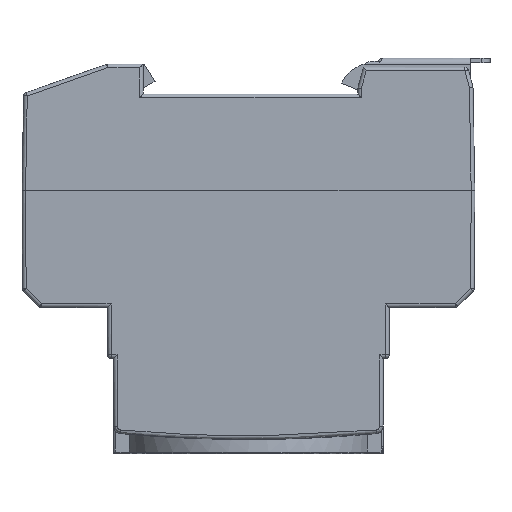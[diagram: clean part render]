
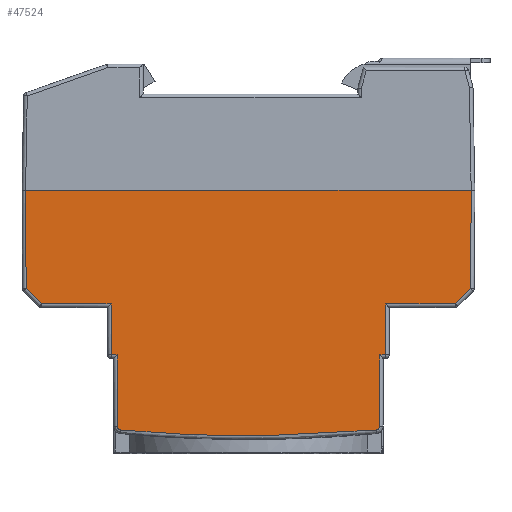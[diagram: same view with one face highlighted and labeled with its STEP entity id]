
A CAD part, front view. The second image highlights one B-rep face of the part: STEP entity #47524.
In plain terms, the highlighted face is planar.
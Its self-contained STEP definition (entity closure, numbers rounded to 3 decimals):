
#34744=CARTESIAN_POINT('',(37.15,22.25,-44.));
#34754=CARTESIAN_POINT('',(-37.15,22.25,-44.));
#35885=DIRECTION('',(-0.005,0.005,-1.));
#35886=VECTOR('',#35885,16.441);
#35887=CARTESIAN_POINT('',(-37.064,22.164,
-27.559));
#35888=LINE('',#35887,#35886);
#35889=DIRECTION('',(1.,0.,0.));
#35890=VECTOR('',#35889,74.3);
#35891=CARTESIAN_POINT('',(-37.15,22.25,-44.));
#35892=LINE('',#35891,#35890);
#35893=DIRECTION('',(-0.005,-0.005,1.));
#35894=VECTOR('',#35893,16.441);
#35895=CARTESIAN_POINT('',(37.15,22.25,-44.));
#35896=LINE('',#35895,#35894);
#35897=DIRECTION('',(-0.707,-0.004,0.707));
#35898=VECTOR('',#35897,3.624);
#35899=CARTESIAN_POINT('',(37.064,22.164,
-27.559));
#35900=LINE('',#35899,#35898);
#35901=DIRECTION('',(-1.,0.,0.));
#35902=VECTOR('',#35901,11.598);
#35903=CARTESIAN_POINT('',(34.501,22.15,
-24.997));
#35904=LINE('',#35903,#35902);
#35905=DIRECTION('',(-0.005,-0.005,1.));
#35906=VECTOR('',#35905,8.5);
#35907=CARTESIAN_POINT('',(22.903,22.15,
-24.997));
#35908=LINE('',#35907,#35906);
#35909=DIRECTION('',(-1.,0.,0.));
#35910=VECTOR('',#35909,0.955);
#35911=CARTESIAN_POINT('',(22.859,22.106,
-16.497));
#35912=LINE('',#35911,#35910);
#35913=DIRECTION('',(-0.005,-0.005,1.));
#35914=VECTOR('',#35913,11.918);
#35915=CARTESIAN_POINT('',(21.903,22.106,
-16.497));
#35916=LINE('',#35915,#35914);
#35917=CARTESIAN_POINT('',(21.841,22.044,
-4.579));
#35918=CARTESIAN_POINT('',(21.84,22.043,
-4.519));
#35919=CARTESIAN_POINT('',(21.823,22.043,
-4.404));
#35920=CARTESIAN_POINT('',(21.745,22.042,
-4.241));
#35921=CARTESIAN_POINT('',(21.625,22.041,
-4.109));
#35922=CARTESIAN_POINT('',(21.469,22.041,
-4.018));
#35923=CARTESIAN_POINT('',(21.356,22.041,
-3.99));
#35924=CARTESIAN_POINT('',(21.296,22.04,
-3.985));
#35926=CARTESIAN_POINT('',(21.296,22.04,
-3.985));
#35927=CARTESIAN_POINT('',(16.571,22.038,
-3.545));
#35928=CARTESIAN_POINT('',(7.116,22.035,
-2.96));
#35929=CARTESIAN_POINT('',(-7.116,22.035,
-2.96));
#35930=CARTESIAN_POINT('',(-16.571,22.038,
-3.545));
#35931=CARTESIAN_POINT('',(-21.296,22.04,
-3.985));
#35933=CARTESIAN_POINT('',(-21.296,22.04,
-3.985));
#35934=CARTESIAN_POINT('',(-21.356,22.041,
-3.99));
#35935=CARTESIAN_POINT('',(-21.469,22.041,
-4.018));
#35936=CARTESIAN_POINT('',(-21.624,22.041,
-4.109));
#35937=CARTESIAN_POINT('',(-21.745,22.042,
-4.241));
#35938=CARTESIAN_POINT('',(-21.823,22.043,
-4.404));
#35939=CARTESIAN_POINT('',(-21.84,22.043,
-4.519));
#35940=CARTESIAN_POINT('',(-21.841,22.044,
-4.579));
#35942=DIRECTION('',(-0.005,0.005,-1.));
#35943=VECTOR('',#35942,11.918);
#35944=CARTESIAN_POINT('',(-21.841,22.044,
-4.579));
#35945=LINE('',#35944,#35943);
#35946=DIRECTION('',(-1.,0.,0.));
#35947=VECTOR('',#35946,0.955);
#35948=CARTESIAN_POINT('',(-21.903,22.106,
-16.497));
#35949=LINE('',#35948,#35947);
#35950=DIRECTION('',(-0.005,0.005,-1.));
#35951=VECTOR('',#35950,8.5);
#35952=CARTESIAN_POINT('',(-22.859,22.106,
-16.497));
#35953=LINE('',#35952,#35951);
#35954=DIRECTION('',(-1.,0.,0.));
#35955=VECTOR('',#35954,11.598);
#35956=CARTESIAN_POINT('',(-22.903,22.15,
-24.997));
#35957=LINE('',#35956,#35955);
#35958=DIRECTION('',(-0.707,0.004,-0.707));
#35959=VECTOR('',#35958,3.624);
#35960=CARTESIAN_POINT('',(-34.501,22.15,
-24.997));
#35961=LINE('',#35960,#35959);
#40167=VERTEX_POINT('',#34754);
#40168=CARTESIAN_POINT('',(-37.064,22.164,
-27.559));
#40169=VERTEX_POINT('',#40168);
#40176=CARTESIAN_POINT('',(-34.501,22.15,
-24.997));
#40177=VERTEX_POINT('',#40176);
#40182=CARTESIAN_POINT('',(-22.903,22.15,
-24.997));
#40183=VERTEX_POINT('',#40182);
#40186=CARTESIAN_POINT('',(-22.859,22.106,
-16.497));
#40187=VERTEX_POINT('',#40186);
#40192=CARTESIAN_POINT('',(-21.903,22.106,
-16.497));
#40193=VERTEX_POINT('',#40192);
#40198=CARTESIAN_POINT('',(21.903,22.106,
-16.497));
#40199=CARTESIAN_POINT('',(21.841,22.044,
-4.579));
#40200=VERTEX_POINT('',#40198);
#40201=VERTEX_POINT('',#40199);
#40203=VERTEX_POINT('',#35924);
#40206=VERTEX_POINT('',#35931);
#40208=VERTEX_POINT('',#35940);
#40209=CARTESIAN_POINT('',(22.859,22.106,
-16.497));
#40210=VERTEX_POINT('',#40209);
#40217=CARTESIAN_POINT('',(22.903,22.15,
-24.997));
#40218=VERTEX_POINT('',#40217);
#40221=CARTESIAN_POINT('',(34.501,22.15,
-24.997));
#40222=VERTEX_POINT('',#40221);
#40227=CARTESIAN_POINT('',(37.064,22.164,
-27.559));
#40228=VERTEX_POINT('',#40227);
#40229=VERTEX_POINT('',#34744);
#47489=CARTESIAN_POINT('',(-40.,22.25,-44.));
#47490=DIRECTION('',(0.,1.,0.005));
#47491=DIRECTION('',(0.,-0.005,1.));
#47492=AXIS2_PLACEMENT_3D('',#47489,#47490,#47491);
#47493=PLANE('',#47492);
#47495=ORIENTED_EDGE('',*,*,#47494,.T.);
#47496=ORIENTED_EDGE('',*,*,#45574,.T.);
#47498=ORIENTED_EDGE('',*,*,#47497,.T.);
#47500=ORIENTED_EDGE('',*,*,#47499,.T.);
#47501=ORIENTED_EDGE('',*,*,#47387,.T.);
#47502=ORIENTED_EDGE('',*,*,#47402,.T.);
#47503=ORIENTED_EDGE('',*,*,#47479,.T.);
#47505=ORIENTED_EDGE('',*,*,#47504,.T.);
#47507=ORIENTED_EDGE('',*,*,#47506,.T.);
#47509=ORIENTED_EDGE('',*,*,#47508,.T.);
#47511=ORIENTED_EDGE('',*,*,#47510,.T.);
#47513=ORIENTED_EDGE('',*,*,#47512,.T.);
#47515=ORIENTED_EDGE('',*,*,#47514,.T.);
#47517=ORIENTED_EDGE('',*,*,#47516,.T.);
#47519=ORIENTED_EDGE('',*,*,#47518,.T.);
#47521=ORIENTED_EDGE('',*,*,#47520,.T.);
#47522=EDGE_LOOP('',(#47495,#47496,#47498,#47500,#47501,#47502,#47503,#47505,
#47507,#47509,#47511,#47513,#47515,#47517,#47519,#47521));
#47523=FACE_OUTER_BOUND('',#47522,.F.);
#35925=B_SPLINE_CURVE_WITH_KNOTS('',3,(#35917,#35918,#35919,#35920,#35921,
#35922,#35923,#35924),.UNSPECIFIED.,.F.,.F.,(4,1,1,1,1,4),(0.,0.2,0.4,
0.6,0.8,1.),.UNSPECIFIED.);
#35932=B_SPLINE_CURVE_WITH_KNOTS('',3,(#35926,#35927,#35928,#35929,#35930,
#35931),.UNSPECIFIED.,.F.,.F.,(4,1,1,4),(0.,0.333,
0.667,1.),.UNSPECIFIED.);
#35941=B_SPLINE_CURVE_WITH_KNOTS('',3,(#35933,#35934,#35935,#35936,#35937,
#35938,#35939,#35940),.UNSPECIFIED.,.F.,.F.,(4,1,1,1,1,4),(0.,0.2,0.4,
0.6,0.8,1.),.UNSPECIFIED.);
#45574=EDGE_CURVE('',#40167,#40229,#35892,.T.);
#47387=EDGE_CURVE('',#40222,#40218,#35904,.T.);
#47402=EDGE_CURVE('',#40218,#40210,#35908,.T.);
#47479=EDGE_CURVE('',#40210,#40200,#35912,.T.);
#47494=EDGE_CURVE('',#40169,#40167,#35888,.T.);
#47497=EDGE_CURVE('',#40229,#40228,#35896,.T.);
#47499=EDGE_CURVE('',#40228,#40222,#35900,.T.);
#47504=EDGE_CURVE('',#40200,#40201,#35916,.T.);
#47506=EDGE_CURVE('',#40201,#40203,#35925,.T.);
#47508=EDGE_CURVE('',#40203,#40206,#35932,.T.);
#47510=EDGE_CURVE('',#40206,#40208,#35941,.T.);
#47512=EDGE_CURVE('',#40208,#40193,#35945,.T.);
#47514=EDGE_CURVE('',#40193,#40187,#35949,.T.);
#47516=EDGE_CURVE('',#40187,#40183,#35953,.T.);
#47518=EDGE_CURVE('',#40183,#40177,#35957,.T.);
#47520=EDGE_CURVE('',#40177,#40169,#35961,.T.);
#47524=ADVANCED_FACE('',(#47523),#47493,.T.);
